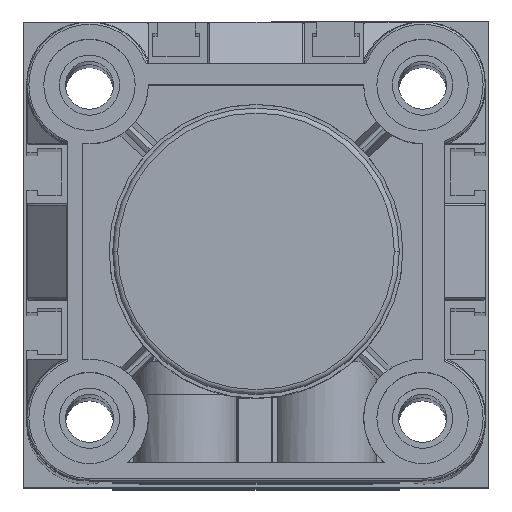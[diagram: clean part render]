
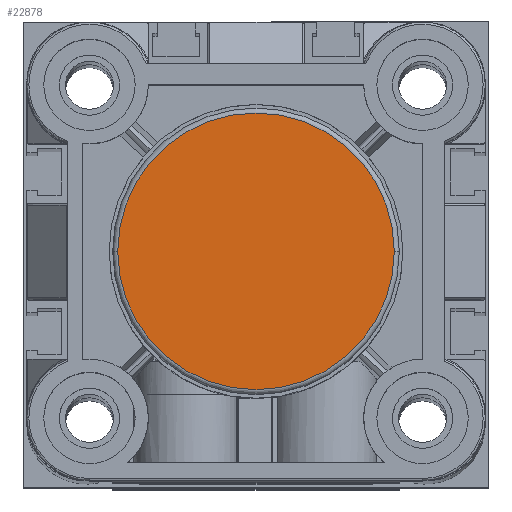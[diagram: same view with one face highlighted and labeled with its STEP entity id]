
A CAD part, top view. The second image highlights one B-rep face of the part: STEP entity #22878.
In plain terms, the highlighted face is planar.
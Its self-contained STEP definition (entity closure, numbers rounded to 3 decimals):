
#822 = CARTESIAN_POINT ( 'NONE',  ( 26.25, 26.25, -4. ) ) ;
#930 = CIRCLE ( 'NONE', #23440, 19.3 ) ;
#2228 = DIRECTION ( 'NONE',  ( 0., 0., 1. ) ) ;
#2911 = FACE_OUTER_BOUND ( 'NONE', #4287, .T. ) ;
#3363 = AXIS2_PLACEMENT_3D ( 'NONE', #7974, #24793, #10371 ) ;
#4287 = EDGE_LOOP ( 'NONE', ( #25068, #30830 ) ) ;
#4304 = EDGE_CURVE ( 'NONE', #21241, #23237, #930, .T. ) ;
#7974 = CARTESIAN_POINT ( 'NONE',  ( 26.25, 26.25, -4. ) ) ;
#10371 = DIRECTION ( 'NONE',  ( 1., 0., 0. ) ) ;
#11783 = PLANE ( 'NONE',  #19160 ) ;
#12177 = EDGE_CURVE ( 'NONE', #23237, #21241, #22229, .T. ) ;
#14937 = DIRECTION ( 'NONE',  ( 1., 0., 0. ) ) ;
#19080 = DIRECTION ( 'NONE',  ( 1., 0., 0. ) ) ;
#19160 = AXIS2_PLACEMENT_3D ( 'NONE', #28614, #2228, #19080 ) ;
#21241 = VERTEX_POINT ( 'NONE', #27411 ) ;
#22229 = CIRCLE ( 'NONE', #3363, 19.3 ) ;
#22610 = CARTESIAN_POINT ( 'NONE',  ( 6.95, 26.25, -4. ) ) ;
#22878 = ADVANCED_FACE ( 'NONE', ( #2911 ), #11783, .F. ) ;
#23237 = VERTEX_POINT ( 'NONE', #22610 ) ;
#23440 = AXIS2_PLACEMENT_3D ( 'NONE', #822, #25341, #14937 ) ;
#24793 = DIRECTION ( 'NONE',  ( 0., 0., -1. ) ) ;
#25068 = ORIENTED_EDGE ( 'NONE', *, *, #4304, .T. ) ;
#25341 = DIRECTION ( 'NONE',  ( 0., 0., -1. ) ) ;
#27411 = CARTESIAN_POINT ( 'NONE',  ( 45.55, 26.25, -4. ) ) ;
#28614 = CARTESIAN_POINT ( 'NONE',  ( 0., 0., -4. ) ) ;
#30830 = ORIENTED_EDGE ( 'NONE', *, *, #12177, .T. ) ;
